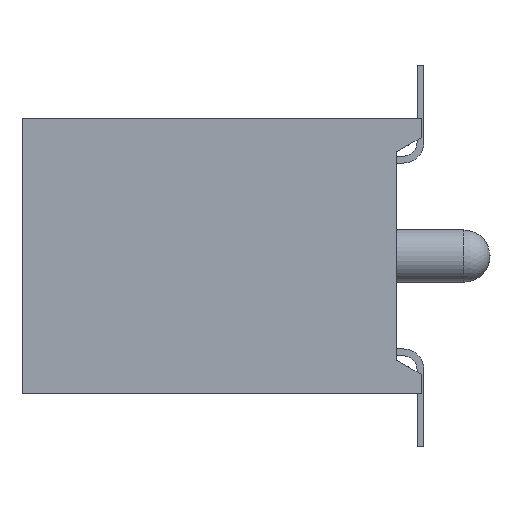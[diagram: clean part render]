
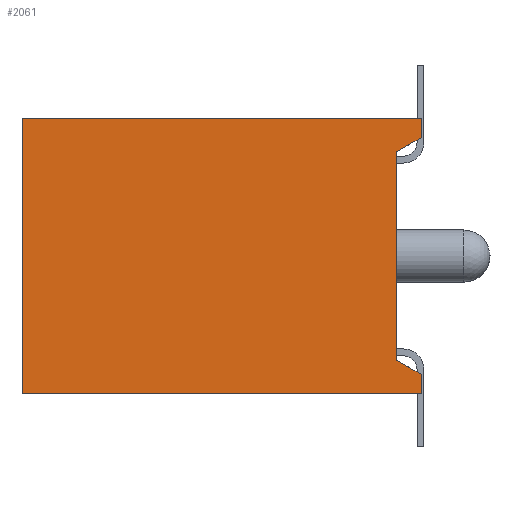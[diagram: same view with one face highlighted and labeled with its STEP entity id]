
A CAD part, left-side view. The second image highlights one B-rep face of the part: STEP entity #2061.
In plain terms, the highlighted planar face has unit normal (-1, 0, 0).
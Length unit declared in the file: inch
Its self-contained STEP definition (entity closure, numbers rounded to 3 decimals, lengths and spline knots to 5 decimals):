
#2061 = ADVANCED_FACE( '', ( #4670 ), #4671, .F. );
#4670 = FACE_OUTER_BOUND( '', #7714, .T. );
#4671 = PLANE( '', #7715 );
#7714 = EDGE_LOOP( '', ( #14437, #14438, #14439, #14440, #14441, #14442, #14443, #14444 ) );
#7715 = AXIS2_PLACEMENT_3D( '', #14445, #14446, #14447 );
#14437 = ORIENTED_EDGE( '', *, *, #21274, .F. );
#14438 = ORIENTED_EDGE( '', *, *, #21595, .T. );
#14439 = ORIENTED_EDGE( '', *, *, #21596, .F. );
#14440 = ORIENTED_EDGE( '', *, *, #21507, .F. );
#14441 = ORIENTED_EDGE( '', *, *, #20410, .T. );
#14442 = ORIENTED_EDGE( '', *, *, #21597, .T. );
#14443 = ORIENTED_EDGE( '', *, *, #21131, .F. );
#14444 = ORIENTED_EDGE( '', *, *, #20034, .F. );
#14445 = CARTESIAN_POINT( '', ( -1., 0.29, -0.1 ) );
#14446 = DIRECTION( '', ( 1., 0., 0. ) );
#14447 = DIRECTION( '', ( 0., 0., -1. ) );
#20034 = EDGE_CURVE( '', #24893, #24895, #24896, .T. );
#20410 = EDGE_CURVE( '', #25524, #25522, #25525, .T. );
#21131 = EDGE_CURVE( '', #24895, #26573, #26577, .T. );
#21274 = EDGE_CURVE( '', #26779, #24893, #26781, .T. );
#21507 = EDGE_CURVE( '', #25524, #27102, #27103, .T. );
#21595 = EDGE_CURVE( '', #26779, #27217, #27218, .T. );
#21596 = EDGE_CURVE( '', #27102, #27217, #27219, .T. );
#21597 = EDGE_CURVE( '', #25522, #26573, #27220, .T. );
#24893 = VERTEX_POINT( '', #31727 );
#24895 = VERTEX_POINT( '', #31730 );
#24896 = LINE( '', #31731, #31732 );
#25522 = VERTEX_POINT( '', #32688 );
#25524 = VERTEX_POINT( '', #32691 );
#25525 = LINE( '', #32692, #32693 );
#26573 = VERTEX_POINT( '', #34227 );
#26577 = LINE( '', #34233, #34234 );
#26779 = VERTEX_POINT( '', #34534 );
#26781 = LINE( '', #34537, #34538 );
#27102 = VERTEX_POINT( '', #35047 );
#27103 = LINE( '', #35048, #35049 );
#27217 = VERTEX_POINT( '', #35215 );
#27218 = LINE( '', #35216, #35217 );
#27219 = LINE( '', #35218, #35219 );
#27220 = LINE( '', #35220, #35221 );
#31727 = CARTESIAN_POINT( '', ( -1., 0.018, 0.07561 ) );
#31730 = CARTESIAN_POINT( '', ( -1., 0.018, -0.07561 ) );
#31731 = CARTESIAN_POINT( '', ( -1., 0.018, -0.1 ) );
#31732 = VECTOR( '', #38098, 39.37008 );
#32688 = CARTESIAN_POINT( '', ( -1., 0., -0.1 ) );
#32691 = CARTESIAN_POINT( '', ( -1., 0.29, -0.1 ) );
#32692 = CARTESIAN_POINT( '', ( -1., 0.29, -0.1 ) );
#32693 = VECTOR( '', #38466, 39.37008 );
#34227 = CARTESIAN_POINT( '', ( -1., 0., -0.086 ) );
#34233 = CARTESIAN_POINT( '', ( -1., 0.21144, 0.03607 ) );
#34234 = VECTOR( '', #39081, 39.37008 );
#34534 = CARTESIAN_POINT( '', ( -1., 0., 0.086 ) );
#34537 = CARTESIAN_POINT( '', ( -1., 0.29804, -0.08607 ) );
#34538 = VECTOR( '', #39196, 39.37008 );
#35047 = CARTESIAN_POINT( '', ( -1., 0.29, 0.1 ) );
#35048 = CARTESIAN_POINT( '', ( -1., 0.29, -0.1 ) );
#35049 = VECTOR( '', #39394, 39.37008 );
#35215 = CARTESIAN_POINT( '', ( -1., 0., 0.1 ) );
#35216 = CARTESIAN_POINT( '', ( -1., 0., -0.1 ) );
#35217 = VECTOR( '', #39465, 39.37008 );
#35218 = CARTESIAN_POINT( '', ( -1., 0.29, 0.1 ) );
#35219 = VECTOR( '', #39466, 39.37008 );
#35220 = CARTESIAN_POINT( '', ( -1., 0., -0.1 ) );
#35221 = VECTOR( '', #39467, 39.37008 );
#38098 = DIRECTION( '', ( 0., 0., -1. ) );
#38466 = DIRECTION( '', ( 0., -1., 0. ) );
#39081 = DIRECTION( '', ( 0., -0.866, -0.5 ) );
#39196 = DIRECTION( '', ( 0., 0.866, -0.5 ) );
#39394 = DIRECTION( '', ( 0., 0., 1. ) );
#39465 = DIRECTION( '', ( 0., 0., 1. ) );
#39466 = DIRECTION( '', ( 0., -1., 0. ) );
#39467 = DIRECTION( '', ( 0., 0., 1. ) );
